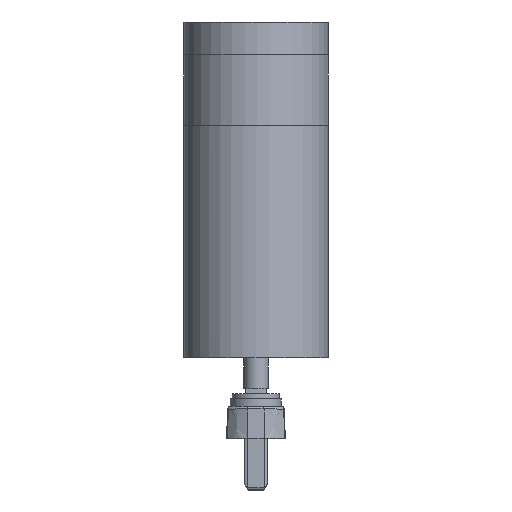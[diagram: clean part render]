
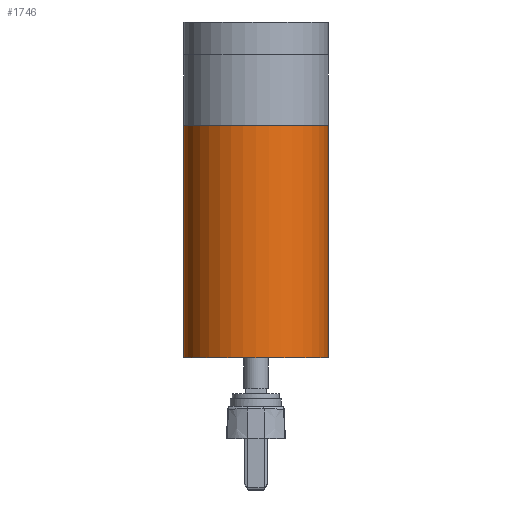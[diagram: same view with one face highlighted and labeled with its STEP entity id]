
A CAD part, top view. The second image highlights one B-rep face of the part: STEP entity #1746.
In plain terms, the highlighted cylindrical face has radius 40 mm (diameter 80 mm), a full revolution.
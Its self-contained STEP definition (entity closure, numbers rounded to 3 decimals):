
#15 = ORIENTED_EDGE ( 'NONE', *, *, #2752, .T. ) ;
#40 = CARTESIAN_POINT ( 'NONE',  ( -6.794, 8.717, -172.379 ) ) ;
#65 = ORIENTED_EDGE ( 'NONE', *, *, #970, .T. ) ;
#88 = EDGE_CURVE ( 'NONE', #644, #1471, #185, .T. ) ;
#116 = VERTEX_POINT ( 'NONE', #136 ) ;
#127 = ORIENTED_EDGE ( 'NONE', *, *, #904, .T. ) ;
#136 = CARTESIAN_POINT ( 'NONE',  ( -0.044, -70.709, -172.379 ) ) ;
#168 = ORIENTED_EDGE ( 'NONE', *, *, #2475, .F. ) ;
#185 = CIRCLE ( 'NONE', #2042, 40. ) ;
#462 = CIRCLE ( 'NONE', #2781, 40. ) ;
#538 = DIRECTION ( 'NONE',  ( 0., 1., 0. ) ) ;
#644 = VERTEX_POINT ( 'NONE', #3406 ) ;
#806 = FACE_OUTER_BOUND ( 'NONE', #2749, .T. ) ;
#821 = CYLINDRICAL_SURFACE ( 'NONE', #2035, 40. ) ;
#904 = EDGE_CURVE ( 'NONE', #2911, #1948, #462, .T. ) ;
#970 = EDGE_CURVE ( 'NONE', #644, #2911, #2576, .T. ) ;
#1084 = VECTOR ( 'NONE', #2111, 1000. ) ;
#1264 = CARTESIAN_POINT ( 'NONE',  ( 6.706, 8.717, -172.379 ) ) ;
#1280 = CARTESIAN_POINT ( 'NONE',  ( -0.044, -30.709, -44.379 ) ) ;
#1455 = CARTESIAN_POINT ( 'NONE',  ( -6.794, 8.717, -89.779 ) ) ;
#1471 = VERTEX_POINT ( 'NONE', #1455 ) ;
#1511 = DIRECTION ( 'NONE',  ( 0., 0., -1. ) ) ;
#1528 = DIRECTION ( 'NONE',  ( 0., -1., 0. ) ) ;
#1635 = CARTESIAN_POINT ( 'NONE',  ( -6.794, 8.717, -44.379 ) ) ;
#1746 = ADVANCED_FACE ( 'NONE', ( #806, #2483 ), #821, .T. ) ;
#1886 = LINE ( 'NONE', #40, #3118 ) ;
#1921 = CARTESIAN_POINT ( 'NONE',  ( -0.044, -30.709, -172.379 ) ) ;
#1948 = VERTEX_POINT ( 'NONE', #1635 ) ;
#2035 = AXIS2_PLACEMENT_3D ( 'NONE', #1921, #2187, #538 ) ;
#2042 = AXIS2_PLACEMENT_3D ( 'NONE', #2107, #3384, #2602 ) ;
#2089 = AXIS2_PLACEMENT_3D ( 'NONE', #3324, #3030, #2560 ) ;
#2107 = CARTESIAN_POINT ( 'NONE',  ( -0.044, -30.709, -89.779 ) ) ;
#2111 = DIRECTION ( 'NONE',  ( 0., 0., 1. ) ) ;
#2150 = CIRCLE ( 'NONE', #2089, 40. ) ;
#2185 = DIRECTION ( 'NONE',  ( 0., 0., -1. ) ) ;
#2187 = DIRECTION ( 'NONE',  ( 0., 0., 1. ) ) ;
#2475 = EDGE_CURVE ( 'NONE', #116, #116, #2150, .T. ) ;
#2483 = FACE_OUTER_BOUND ( 'NONE', #2783, .T. ) ;
#2560 = DIRECTION ( 'NONE',  ( 0., -1., 0. ) ) ;
#2576 = LINE ( 'NONE', #1264, #1084 ) ;
#2602 = DIRECTION ( 'NONE',  ( 0., 1., 0. ) ) ;
#2749 = EDGE_LOOP ( 'NONE', ( #168 ) ) ;
#2752 = EDGE_CURVE ( 'NONE', #1948, #1471, #1886, .T. ) ;
#2781 = AXIS2_PLACEMENT_3D ( 'NONE', #1280, #1511, #1528 ) ;
#2783 = EDGE_LOOP ( 'NONE', ( #3060, #65, #127, #15 ) ) ;
#2911 = VERTEX_POINT ( 'NONE', #3365 ) ;
#3030 = DIRECTION ( 'NONE',  ( 0., 0., -1. ) ) ;
#3060 = ORIENTED_EDGE ( 'NONE', *, *, #88, .F. ) ;
#3118 = VECTOR ( 'NONE', #2185, 1000. ) ;
#3324 = CARTESIAN_POINT ( 'NONE',  ( -0.044, -30.709, -172.379 ) ) ;
#3365 = CARTESIAN_POINT ( 'NONE',  ( 6.706, 8.717, -44.379 ) ) ;
#3384 = DIRECTION ( 'NONE',  ( 0., 0., 1. ) ) ;
#3406 = CARTESIAN_POINT ( 'NONE',  ( 6.706, 8.717, -89.779 ) ) ;
